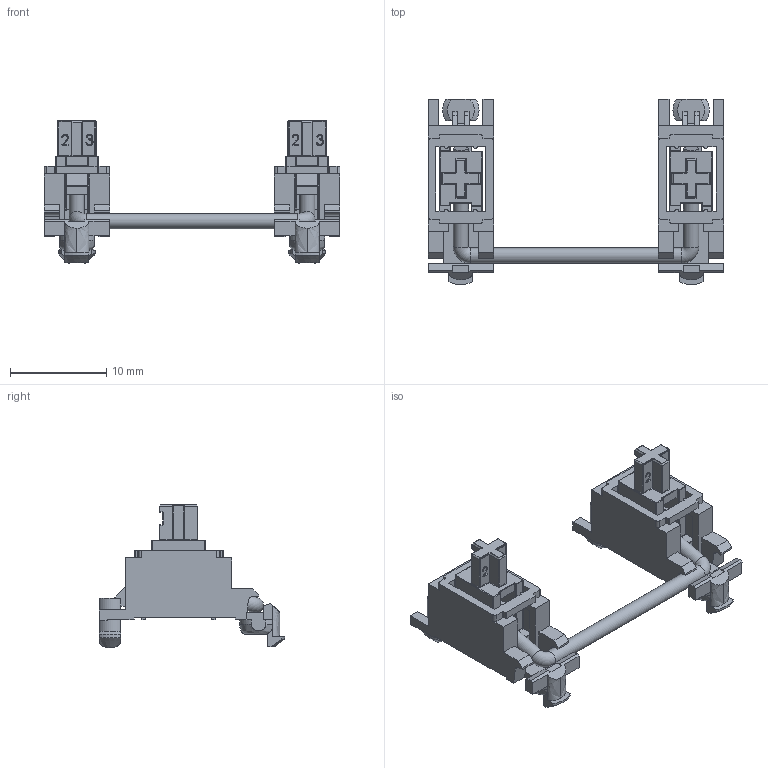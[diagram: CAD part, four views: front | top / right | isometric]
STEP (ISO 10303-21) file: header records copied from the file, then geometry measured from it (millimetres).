
FILE_DESCRIPTION(/* description */ (''),/* implementation_level */ '2;1');
FILE_NAME(/* name */ 'Stabilizer_2u.step',/* time_stamp */ '2021-06-01T11:55:37+09:00',/* author */ (''),/* organization */ (''),/* preprocessor_version */ 'ST-DEVELOPER v18.1',/* originating_system */ 'Autodesk Translation Framework v10.9.0.1377',/* authorisation */ '');
FILE_SCHEMA (('AUTOMOTIVE_DESIGN { 1 0 10303 214 3 1 1 }'));
Length unit declared in the file: millimetre
Products named in the file (4): Stabilizer_2u; metal stick 16828; mx Stabilizer base 16828; mx Stabilizer key 16828
Assembly tree (5 placements, depth 2):
  Stabilizer_2u
    mx Stabilizer base 16828  x2
    mx Stabilizer key 16828  x2
    metal stick 16828
Bounding box: 30.7 x 19.2 x 14.85 mm (x, y, z)
Volume: 935 mm3; surface area: 2398.1 mm2
Topology: 5 solids, 5 shells, 895 faces, 2411 edges, 1470 vertices
Faces by surface type: plane 386, cylinder 313, bspline 84, torus 52, sphere 50, cone 10
Full cylindrical faces by diameter (mm): 1.6 x3, 1.7 x2
Entity records: 17150 total; most frequent: CARTESIAN_POINT 6043, ORIENTED_EDGE 2366, DIRECTION 2267, EDGE_CURVE 1183, AXIS2_PLACEMENT_3D 785, VERTEX_POINT 738, LINE 697, VECTOR 697
